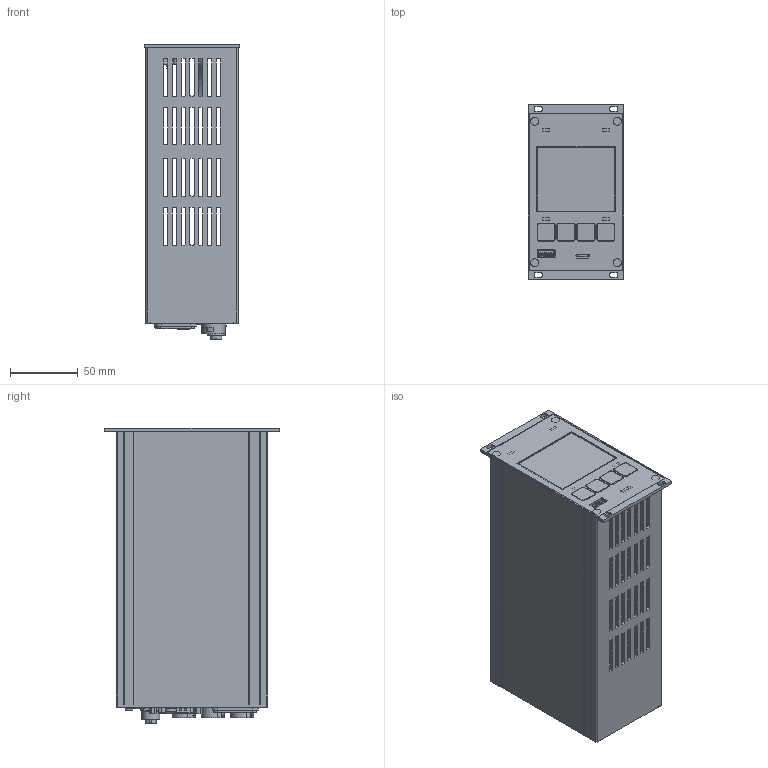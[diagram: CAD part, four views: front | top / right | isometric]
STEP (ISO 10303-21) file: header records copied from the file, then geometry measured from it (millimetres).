
FILE_DESCRIPTION(/* description */ (''),/* implementation_level */ '2;1');
FILE_NAME(/* name */ 'TPG362.stp',/* time_stamp */ '2016-07-19T15:23:04+02:00',/* author */ ('BEM'),/* organization */ (''),/* preprocessor_version */ 'ST-DEVELOPER v15.2',/* originating_system */ 'Autodesk Inventor 2014',/* authorisation */ '');
FILE_SCHEMA (('AUTOMOTIVE_DESIGN { 1 0 10303 214 3 1 1 }'));
Products named in the file (1): Bauteil200
Bounding box: 70.8 x 128.5 x 218.5 mm (x, y, z)
Volume: 221942.5 mm3; surface area: 237986.7 mm2
Topology: 3 solids, 14 shells, 5800 faces, 17120 edges, 11274 vertices
Faces by surface type: plane 3797, cylinder 1443, bspline 392, cone 80, torus 63, sphere 25
Full cylindrical faces by diameter (mm): 0.8 x8, 0.95 x15, 1.1 x4, 1.4 x5, 2 x2, 2.156 x2, 2.261 x2, 2.3 x1, 2.75 x2, 2.8 x2, 3 x3, 3.2 x2, 3.25 x2, 3.5 x1, 4 x2, 4.3 x2, 5.38 x1, 5.4 x1, 5.6 x7, 6 x10, 7.9 x1, 8 x2, 11 x1, 12 x1, 12.2 x1, 13.5 x1, 14 x3, 14.5 x1, 17 x3, 17.6 x3
Entity records: 223138 total; most frequent: CARTESIAN_POINT 63599, ORIENTED_EDGE 33764, DIRECTION 29479, EDGE_CURVE 16877, LINE 12123, VECTOR 12123, VERTEX_POINT 11185, AXIS2_PLACEMENT_3D 8678
